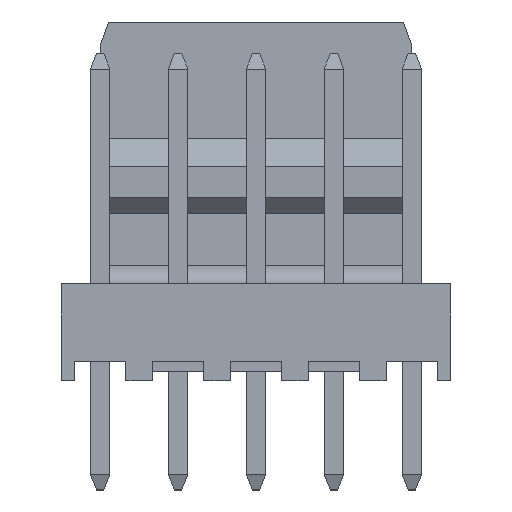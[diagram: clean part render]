
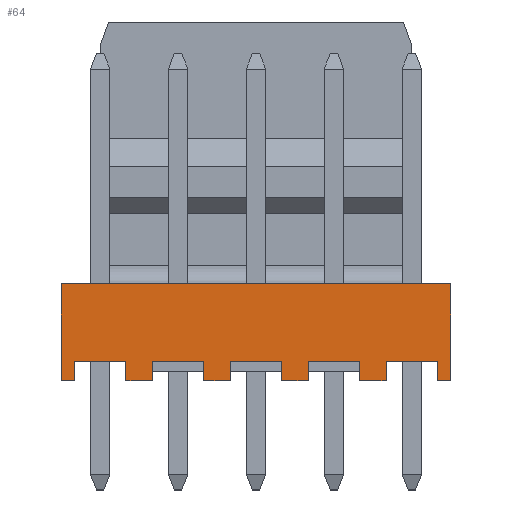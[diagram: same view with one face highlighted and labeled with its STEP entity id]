
A CAD part, top view. The second image highlights one B-rep face of the part: STEP entity #64.
In plain terms, the highlighted planar face has unit normal (0, 0, 1).
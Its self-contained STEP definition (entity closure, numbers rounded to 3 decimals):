
#64=ADVANCED_FACE('',(#243),#244,.T.);
#243=FACE_OUTER_BOUND('',#605,.T.);
#244=PLANE('',#606);
#605=EDGE_LOOP('',(#972,#973,#974,#975,#976,#977,#978,#979,#980,#981,#982,#983,#984,#985,#986,#987,#988,#989,#990,#991,#992,#993,#994,#995));
#606=AXIS2_PLACEMENT_3D('',#996,#997,#998);
#972=ORIENTED_EDGE('',*,*,#2330,.F.);
#973=ORIENTED_EDGE('',*,*,#2331,.F.);
#974=ORIENTED_EDGE('',*,*,#2332,.T.);
#975=ORIENTED_EDGE('',*,*,#2333,.F.);
#976=ORIENTED_EDGE('',*,*,#2334,.F.);
#977=ORIENTED_EDGE('',*,*,#2329,.T.);
#978=ORIENTED_EDGE('',*,*,#2335,.T.);
#979=ORIENTED_EDGE('',*,*,#2336,.T.);
#980=ORIENTED_EDGE('',*,*,#2337,.F.);
#981=ORIENTED_EDGE('',*,*,#2338,.F.);
#982=ORIENTED_EDGE('',*,*,#2339,.T.);
#983=ORIENTED_EDGE('',*,*,#2340,.T.);
#984=ORIENTED_EDGE('',*,*,#2341,.F.);
#985=ORIENTED_EDGE('',*,*,#2342,.F.);
#986=ORIENTED_EDGE('',*,*,#2343,.T.);
#987=ORIENTED_EDGE('',*,*,#2344,.T.);
#988=ORIENTED_EDGE('',*,*,#2345,.F.);
#989=ORIENTED_EDGE('',*,*,#2346,.F.);
#990=ORIENTED_EDGE('',*,*,#2347,.T.);
#991=ORIENTED_EDGE('',*,*,#2348,.T.);
#992=ORIENTED_EDGE('',*,*,#2349,.F.);
#993=ORIENTED_EDGE('',*,*,#2350,.F.);
#994=ORIENTED_EDGE('',*,*,#2351,.T.);
#995=ORIENTED_EDGE('',*,*,#2352,.T.);
#996=CARTESIAN_POINT('',(-6.35,1.58,2.9));
#997=DIRECTION('',(0.0,0.0,1.0));
#998=DIRECTION('',(1.0,0.0,0.0));
#2329=EDGE_CURVE('',#2782,#2786,#2788,.T.);
#2330=EDGE_CURVE('',#2789,#2790,#2791,.T.);
#2331=EDGE_CURVE('',#2792,#2789,#2793,.T.);
#2332=EDGE_CURVE('',#2792,#2794,#2795,.T.);
#2333=EDGE_CURVE('',#2796,#2794,#2797,.T.);
#2334=EDGE_CURVE('',#2782,#2796,#2798,.T.);
#2335=EDGE_CURVE('',#2786,#2799,#2800,.T.);
#2336=EDGE_CURVE('',#2799,#2801,#2802,.T.);
#2337=EDGE_CURVE('',#2803,#2801,#2804,.T.);
#2338=EDGE_CURVE('',#2805,#2803,#2806,.T.);
#2339=EDGE_CURVE('',#2805,#2807,#2808,.T.);
#2340=EDGE_CURVE('',#2807,#2809,#2810,.T.);
#2341=EDGE_CURVE('',#2811,#2809,#2812,.T.);
#2342=EDGE_CURVE('',#2813,#2811,#2814,.T.);
#2343=EDGE_CURVE('',#2813,#2815,#2816,.T.);
#2344=EDGE_CURVE('',#2815,#2817,#2818,.T.);
#2345=EDGE_CURVE('',#2819,#2817,#2820,.T.);
#2346=EDGE_CURVE('',#2821,#2819,#2822,.T.);
#2347=EDGE_CURVE('',#2821,#2823,#2824,.T.);
#2348=EDGE_CURVE('',#2823,#2825,#2826,.T.);
#2349=EDGE_CURVE('',#2827,#2825,#2828,.T.);
#2350=EDGE_CURVE('',#2829,#2827,#2830,.T.);
#2351=EDGE_CURVE('',#2829,#2831,#2832,.T.);
#2352=EDGE_CURVE('',#2831,#2790,#2833,.T.);
#2782=VERTEX_POINT('',#3477);
#2786=VERTEX_POINT('',#3483);
#2788=LINE('',#3486,#3487);
#2789=VERTEX_POINT('',#3488);
#2790=VERTEX_POINT('',#3489);
#2791=LINE('',#3490,#3491);
#2792=VERTEX_POINT('',#3492);
#2793=LINE('',#3493,#3494);
#2794=VERTEX_POINT('',#3495);
#2795=LINE('',#3496,#3497);
#2796=VERTEX_POINT('',#3498);
#2797=LINE('',#3499,#3500);
#2798=LINE('',#3501,#3502);
#2799=VERTEX_POINT('',#3503);
#2800=LINE('',#3504,#3505);
#2801=VERTEX_POINT('',#3506);
#2802=LINE('',#3507,#3508);
#2803=VERTEX_POINT('',#3509);
#2804=LINE('',#3510,#3511);
#2805=VERTEX_POINT('',#3512);
#2806=LINE('',#3513,#3514);
#2807=VERTEX_POINT('',#3515);
#2808=LINE('',#3516,#3517);
#2809=VERTEX_POINT('',#3518);
#2810=LINE('',#3519,#3520);
#2811=VERTEX_POINT('',#3521);
#2812=LINE('',#3522,#3523);
#2813=VERTEX_POINT('',#3524);
#2814=LINE('',#3525,#3526);
#2815=VERTEX_POINT('',#3527);
#2816=LINE('',#3528,#3529);
#2817=VERTEX_POINT('',#3530);
#2818=LINE('',#3531,#3532);
#2819=VERTEX_POINT('',#3533);
#2820=LINE('',#3534,#3535);
#2821=VERTEX_POINT('',#3536);
#2822=LINE('',#3537,#3538);
#2823=VERTEX_POINT('',#3539);
#2824=LINE('',#3540,#3541);
#2825=VERTEX_POINT('',#3542);
#2826=LINE('',#3543,#3544);
#2827=VERTEX_POINT('',#3545);
#2828=LINE('',#3546,#3547);
#2829=VERTEX_POINT('',#3548);
#2830=LINE('',#3549,#3550);
#2831=VERTEX_POINT('',#3551);
#2832=LINE('',#3552,#3553);
#2833=LINE('',#3554,#3555);
#3477=CARTESIAN_POINT('',(-6.35,1.58,2.9));
#3483=CARTESIAN_POINT('',(-6.35,-1.58,2.9));
#3486=CARTESIAN_POINT('',(-6.35,1.58,2.9));
#3487=VECTOR('',#4597,3.16);
#3488=CARTESIAN_POINT('',(5.92,-0.94,2.9));
#3489=CARTESIAN_POINT('',(4.24,-0.94,2.9));
#3490=CARTESIAN_POINT('',(5.92,-0.94,2.9));
#3491=VECTOR('',#4598,1.68);
#3492=CARTESIAN_POINT('',(5.92,-1.58,2.9));
#3493=CARTESIAN_POINT('',(5.92,-1.58,2.9));
#3494=VECTOR('',#4599,0.64);
#3495=CARTESIAN_POINT('',(6.35,-1.58,2.9));
#3496=CARTESIAN_POINT('',(5.92,-1.58,2.9));
#3497=VECTOR('',#4600,0.43);
#3498=CARTESIAN_POINT('',(6.35,1.58,2.9));
#3499=CARTESIAN_POINT('',(6.35,1.58,2.9));
#3500=VECTOR('',#4601,3.16);
#3501=CARTESIAN_POINT('',(-6.35,1.58,2.9));
#3502=VECTOR('',#4602,12.7);
#3503=CARTESIAN_POINT('',(-5.92,-1.58,2.9));
#3504=CARTESIAN_POINT('',(-6.35,-1.58,2.9));
#3505=VECTOR('',#4603,0.43);
#3506=CARTESIAN_POINT('',(-5.92,-0.94,2.9));
#3507=CARTESIAN_POINT('',(-5.92,-1.58,2.9));
#3508=VECTOR('',#4604,0.64);
#3509=CARTESIAN_POINT('',(-4.24,-0.94,2.9));
#3510=CARTESIAN_POINT('',(-4.24,-0.94,2.9));
#3511=VECTOR('',#4605,1.68);
#3512=CARTESIAN_POINT('',(-4.24,-1.58,2.9));
#3513=CARTESIAN_POINT('',(-4.24,-1.58,2.9));
#3514=VECTOR('',#4606,0.64);
#3515=CARTESIAN_POINT('',(-3.38,-1.58,2.9));
#3516=CARTESIAN_POINT('',(-4.24,-1.58,2.9));
#3517=VECTOR('',#4607,0.86);
#3518=CARTESIAN_POINT('',(-3.38,-0.94,2.9));
#3519=CARTESIAN_POINT('',(-3.38,-1.58,2.9));
#3520=VECTOR('',#4608,0.64);
#3521=CARTESIAN_POINT('',(-1.7,-0.94,2.9));
#3522=CARTESIAN_POINT('',(-1.7,-0.94,2.9));
#3523=VECTOR('',#4609,1.68);
#3524=CARTESIAN_POINT('',(-1.7,-1.58,2.9));
#3525=CARTESIAN_POINT('',(-1.7,-1.58,2.9));
#3526=VECTOR('',#4610,0.64);
#3527=CARTESIAN_POINT('',(-0.84,-1.58,2.9));
#3528=CARTESIAN_POINT('',(-1.7,-1.58,2.9));
#3529=VECTOR('',#4611,0.86);
#3530=CARTESIAN_POINT('',(-0.84,-0.94,2.9));
#3531=CARTESIAN_POINT('',(-0.84,-1.58,2.9));
#3532=VECTOR('',#4612,0.64);
#3533=CARTESIAN_POINT('',(0.84,-0.94,2.9));
#3534=CARTESIAN_POINT('',(0.84,-0.94,2.9));
#3535=VECTOR('',#4613,1.68);
#3536=CARTESIAN_POINT('',(0.84,-1.58,2.9));
#3537=CARTESIAN_POINT('',(0.84,-1.58,2.9));
#3538=VECTOR('',#4614,0.64);
#3539=CARTESIAN_POINT('',(1.7,-1.58,2.9));
#3540=CARTESIAN_POINT('',(0.84,-1.58,2.9));
#3541=VECTOR('',#4615,0.86);
#3542=CARTESIAN_POINT('',(1.7,-0.94,2.9));
#3543=CARTESIAN_POINT('',(1.7,-1.58,2.9));
#3544=VECTOR('',#4616,0.64);
#3545=CARTESIAN_POINT('',(3.38,-0.94,2.9));
#3546=CARTESIAN_POINT('',(3.38,-0.94,2.9));
#3547=VECTOR('',#4617,1.68);
#3548=CARTESIAN_POINT('',(3.38,-1.58,2.9));
#3549=CARTESIAN_POINT('',(3.38,-1.58,2.9));
#3550=VECTOR('',#4618,0.64);
#3551=CARTESIAN_POINT('',(4.24,-1.58,2.9));
#3552=CARTESIAN_POINT('',(3.38,-1.58,2.9));
#3553=VECTOR('',#4619,0.86);
#3554=CARTESIAN_POINT('',(4.24,-1.58,2.9));
#3555=VECTOR('',#4620,0.64);
#4597=DIRECTION('',(0.0,-1.0,0.0));
#4598=DIRECTION('',(-1.0,0.0,0.0));
#4599=DIRECTION('',(0.0,1.0,0.0));
#4600=DIRECTION('',(1.0,0.0,0.0));
#4601=DIRECTION('',(0.0,-1.0,0.0));
#4602=DIRECTION('',(1.0,0.0,0.0));
#4603=DIRECTION('',(1.0,0.0,0.0));
#4604=DIRECTION('',(0.0,1.0,0.0));
#4605=DIRECTION('',(-1.0,0.0,0.0));
#4606=DIRECTION('',(0.0,1.0,0.0));
#4607=DIRECTION('',(1.0,0.0,0.0));
#4608=DIRECTION('',(0.0,1.0,0.0));
#4609=DIRECTION('',(-1.0,0.0,0.0));
#4610=DIRECTION('',(0.0,1.0,0.0));
#4611=DIRECTION('',(1.0,0.0,0.0));
#4612=DIRECTION('',(0.0,1.0,0.0));
#4613=DIRECTION('',(-1.0,0.0,0.0));
#4614=DIRECTION('',(0.0,1.0,0.0));
#4615=DIRECTION('',(1.0,0.0,0.0));
#4616=DIRECTION('',(0.0,1.0,0.0));
#4617=DIRECTION('',(-1.0,0.0,0.0));
#4618=DIRECTION('',(0.0,1.0,0.0));
#4619=DIRECTION('',(1.0,0.0,0.0));
#4620=DIRECTION('',(0.0,1.0,0.0));
